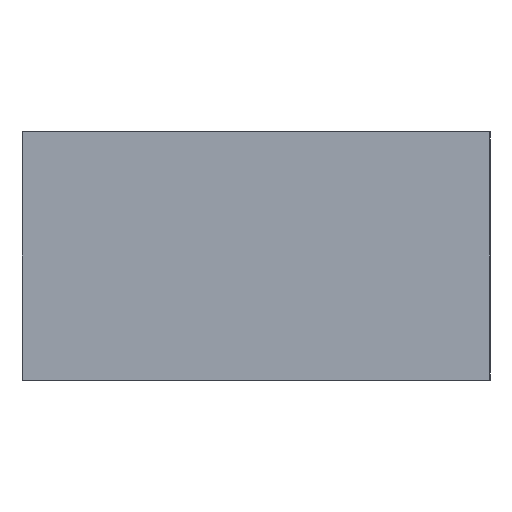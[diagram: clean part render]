
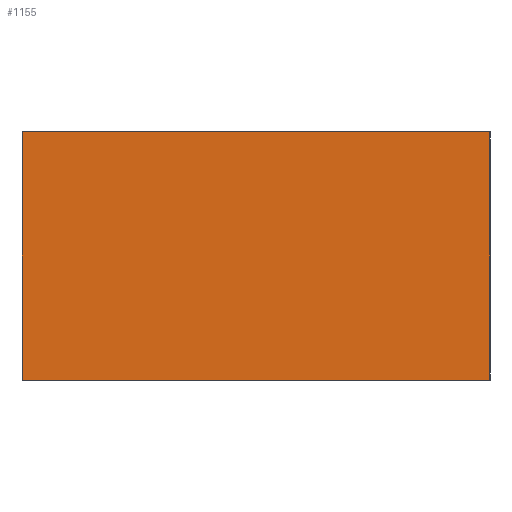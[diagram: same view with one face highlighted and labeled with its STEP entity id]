
A CAD part, left-side view. The second image highlights one B-rep face of the part: STEP entity #1155.
In plain terms, the highlighted planar face has unit normal (-1, 0, 0).
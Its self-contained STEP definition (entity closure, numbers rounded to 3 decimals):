
#31=DIRECTION('',(0.,-1.,0.));
#32=VECTOR('',#31,32.);
#33=CARTESIAN_POINT('',(-360.4,20.,-8.5));
#34=LINE('',#33,#32);
#118=DIRECTION('',(0.,0.,1.));
#119=VECTOR('',#118,17.);
#120=CARTESIAN_POINT('',(-360.4,-12.,-8.5));
#121=LINE('',#120,#119);
#156=DIRECTION('',(0.,-1.,0.));
#157=VECTOR('',#156,32.);
#158=CARTESIAN_POINT('',(-360.4,20.,8.5));
#159=LINE('',#158,#157);
#221=DIRECTION('',(0.,0.,1.));
#222=VECTOR('',#221,17.);
#223=CARTESIAN_POINT('',(-360.4,20.,-8.5));
#224=LINE('',#223,#222);
#751=CARTESIAN_POINT('',(-360.4,20.,-8.5));
#752=VERTEX_POINT('',#751);
#753=CARTESIAN_POINT('',(-360.4,-12.,-8.5));
#754=VERTEX_POINT('',#753);
#763=CARTESIAN_POINT('',(-360.4,20.,8.5));
#764=VERTEX_POINT('',#763);
#765=CARTESIAN_POINT('',(-360.4,-12.,8.5));
#766=VERTEX_POINT('',#765);
#1143=CARTESIAN_POINT('',(-360.4,20.,-8.5));
#1144=DIRECTION('',(-1.,0.,0.));
#1145=DIRECTION('',(0.,-1.,0.));
#1146=AXIS2_PLACEMENT_3D('',#1143,#1144,#1145);
#1147=PLANE('',#1146);
#1148=ORIENTED_EDGE('',*,*,#966,.F.);
#1150=ORIENTED_EDGE('',*,*,#1149,.T.);
#1151=ORIENTED_EDGE('',*,*,#1101,.T.);
#1152=ORIENTED_EDGE('',*,*,#1042,.F.);
#1153=EDGE_LOOP('',(#1148,#1150,#1151,#1152));
#1154=FACE_OUTER_BOUND('',#1153,.F.);
#1155=ADVANCED_FACE('',(#1154),#1147,.T.);
#966=EDGE_CURVE('',#752,#754,#34,.T.);
#1042=EDGE_CURVE('',#754,#766,#121,.T.);
#1101=EDGE_CURVE('',#764,#766,#159,.T.);
#1149=EDGE_CURVE('',#752,#764,#224,.T.);
